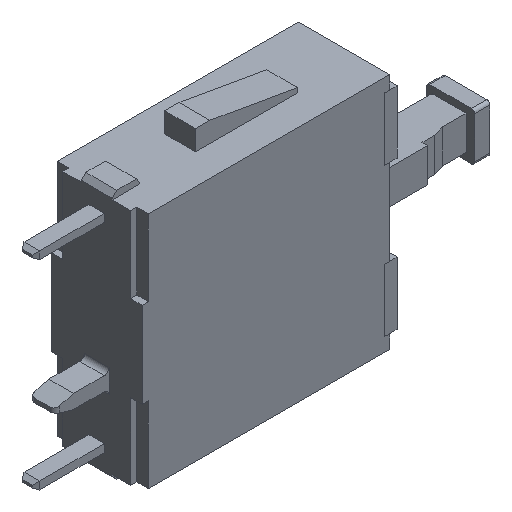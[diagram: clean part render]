
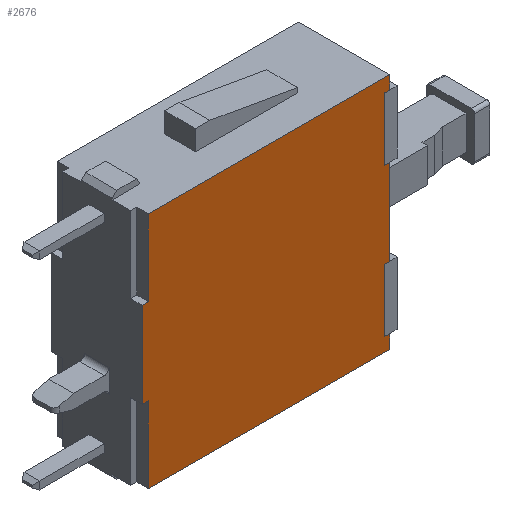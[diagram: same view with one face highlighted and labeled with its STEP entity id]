
A CAD part, isometric view. The second image highlights one B-rep face of the part: STEP entity #2676.
In plain terms, the highlighted planar face has unit normal (0, -1, 0).
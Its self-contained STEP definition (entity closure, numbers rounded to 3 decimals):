
#1288=CARTESIAN_POINT('POINT131816',(39.25,-7.375,-6.938
   ));
#1289=VERTEX_POINT('VERTEX131816',#1288);
#1296=CARTESIAN_POINT('POINT131817',(39.25,-7.375,
   -17.063));
#1297=VERTEX_POINT('VERTEX131817',#1296);
#1298=CARTESIAN_POINT('POS231662',(39.25,-7.375,-6.));
#1299=DIRECTION('DIR302873',(0.,0.,1.));
#1300=VECTOR('VEC160451',#1299,25.4);
#1301=LINE('STRAIGHT160451',#1298,#1300);
#1302=EDGE_CURVE('EDGE197900',#1297,#1289,#1301,.T.);
#1320=CARTESIAN_POINT('POINT131818',(40.,-7.375,-17.063)
   );
#1321=VERTEX_POINT('VERTEX131818',#1320);
#1322=CARTESIAN_POINT('POS231665',(29.813,-7.375,
   -17.063));
#1323=DIRECTION('DIR302877',(-1.,0.,0.))
   ;
#1324=VECTOR('VEC160453',#1323,25.4);
#1325=LINE('STRAIGHT160453',#1322,#1324);
#1326=EDGE_CURVE('EDGE197902',#1321,#1297,#1325,.T.);
#1343=CARTESIAN_POINT('POINT131819',(40.,-7.375,17.063))
   ;
#1344=VERTEX_POINT('VERTEX131819',#1343);
#1351=CARTESIAN_POINT('POINT131820',(39.25,-7.375,17.063
   ));
#1352=VERTEX_POINT('VERTEX131820',#1351);
#1353=CARTESIAN_POINT('POS231669',(29.813,-7.375,17.063
   ));
#1354=DIRECTION('DIR302882',(1.,0.,0.));
#1355=VECTOR('VEC160456',#1354,25.4);
#1356=LINE('STRAIGHT160456',#1353,#1355);
#1357=EDGE_CURVE('EDGE197905',#1352,#1344,#1356,.T.);
#1375=CARTESIAN_POINT('POINT131821',(39.25,-7.375,6.938)
   );
#1376=VERTEX_POINT('VERTEX131821',#1375);
#1377=CARTESIAN_POINT('POS231672',(39.25,-7.375,6.));
#1378=DIRECTION('DIR302886',(0.,0.,1.));
#1379=VECTOR('VEC160458',#1378,25.4);
#1380=LINE('STRAIGHT160458',#1377,#1379);
#1381=EDGE_CURVE('EDGE197907',#1376,#1352,#1380,.T.);
#1399=CARTESIAN_POINT('POINT131822',(40.,-7.375,6.938));
#1400=VERTEX_POINT('VERTEX131822',#1399);
#1401=CARTESIAN_POINT('POS231675',(29.813,-7.375,6.938)
   );
#1402=DIRECTION('DIR302890',(-1.,0.,0.))
   ;
#1403=VECTOR('VEC160460',#1402,25.4);
#1404=LINE('STRAIGHT160460',#1401,#1403);
#1405=EDGE_CURVE('EDGE197909',#1400,#1376,#1404,.T.);
#1422=CARTESIAN_POINT('POINT131823',(40.,-7.375,-6.938))
   ;
#1423=VERTEX_POINT('VERTEX131823',#1422);
#1430=CARTESIAN_POINT('POS231679',(29.813,-7.375,-6.938
   ));
#1431=DIRECTION('DIR302895',(1.,0.,0.));
#1432=VECTOR('VEC160463',#1431,25.4);
#1433=LINE('STRAIGHT160463',#1430,#1432);
#1434=EDGE_CURVE('EDGE197912',#1289,#1423,#1433,.T.);
#1495=CARTESIAN_POINT('POINT131830',(1.,-7.375,
   -19.25));
#1496=VERTEX_POINT('VERTEX131830',#1495);
#1503=CARTESIAN_POINT('POINT131831',(1.,-7.375,
   -6.938));
#1504=VERTEX_POINT('VERTEX131831',#1503);
#1505=CARTESIAN_POINT('POS231688',(1.,-7.375,
   0.));
#1506=DIRECTION('DIR302906',(0.,0.,1.));
#1507=VECTOR('VEC160470',#1506,25.4);
#1508=LINE('STRAIGHT160470',#1505,#1507);
#1509=EDGE_CURVE('EDGE197919',#1496,#1504,#1508,.T.);
#1700=CARTESIAN_POINT('POS231711',(40.,-7.375,
   0.));
#1701=DIRECTION('DIR302936',(0.,0.,-1.));
#1702=VECTOR('VEC160486',#1701,25.4);
#1703=LINE('STRAIGHT160486',#1700,#1702);
#1704=EDGE_CURVE('EDGE197937',#1400,#1423,#1703,.T.);
#1902=CARTESIAN_POINT('POINT131853',(40.,-7.375,-19.25));
#1903=VERTEX_POINT('VERTEX131853',#1902);
#1904=EDGE_CURVE('EDGE197957',#1321,#1903,#1703,.T.);
#2085=CARTESIAN_POINT('POINT131865',(40.,-7.375,19.25));
#2086=VERTEX_POINT('VERTEX131865',#2085);
#2093=EDGE_CURVE('EDGE197977',#2086,#1344,#1703,.T.);
#2108=CARTESIAN_POINT('POINT131868',(1.,-7.375,
   6.938));
#2109=VERTEX_POINT('VERTEX131868',#2108);
#2112=CARTESIAN_POINT('POINT131869',(1.,-7.375,
   19.25));
#2113=VERTEX_POINT('VERTEX131869',#2112);
#2114=EDGE_CURVE('EDGE197980',#2109,#2113,#1508,.T.);
#2608=CARTESIAN_POINT('POINT131900',(0.,-7.375,
   6.938));
#2609=VERTEX_POINT('VERTEX131900',#2608);
#2616=CARTESIAN_POINT('POS231812',(20.,-7.375,6.938));
#2617=DIRECTION('DIR303067',(-1.,0.,0.))
   ;
#2618=VECTOR('VEC160557',#2617,25.4);
#2619=LINE('STRAIGHT160557',#2616,#2618);
#2620=EDGE_CURVE('EDGE198030',#2109,#2609,#2619,.T.);
#2631=ORIENTED_EDGE('COEDGE395978',*,*,#1434,.T.);
#2632=ORIENTED_EDGE('COEDGE395979',*,*,#1704,.F.);
#2633=ORIENTED_EDGE('COEDGE395980',*,*,#1405,.T.);
#2634=ORIENTED_EDGE('COEDGE395981',*,*,#1381,.T.);
#2635=ORIENTED_EDGE('COEDGE395982',*,*,#1357,.T.);
#2636=ORIENTED_EDGE('COEDGE395983',*,*,#2093,.F.);
#2637=CARTESIAN_POINT('POS231814',(20.5,-7.375,19.25));
#2638=DIRECTION('DIR303070',(-1.,0.,0.))
   ;
#2639=VECTOR('VEC160558',#2638,25.4);
#2640=LINE('STRAIGHT160558',#2637,#2639);
#2641=EDGE_CURVE('EDGE198031',#2086,#2113,#2640,.T.);
#2642=ORIENTED_EDGE('COEDGE395984',*,*,#2641,.T.);
#2643=ORIENTED_EDGE('COEDGE395985',*,*,#2114,.F.);
#2644=ORIENTED_EDGE('COEDGE395986',*,*,#2620,.T.);
#2645=CARTESIAN_POINT('POINT131901',(0.,-7.375,
   -6.938));
#2646=VERTEX_POINT('VERTEX131901',#2645);
#2647=CARTESIAN_POINT('POS231815',(0.,-7.375,0.));
#2648=DIRECTION('DIR303071',(0.,0.,1.));
#2649=VECTOR('VEC160559',#2648,25.4);
#2650=LINE('STRAIGHT160559',#2647,#2649);
#2651=EDGE_CURVE('EDGE198032',#2646,#2609,#2650,.T.);
#2652=ORIENTED_EDGE('COEDGE395987',*,*,#2651,.F.);
#2653=CARTESIAN_POINT('POS231816',(20.,-7.375,-6.938));
#2654=DIRECTION('DIR303072',(-1.,0.,0.))
   ;
#2655=VECTOR('VEC160560',#2654,25.4);
#2656=LINE('STRAIGHT160560',#2653,#2655);
#2657=EDGE_CURVE('EDGE198033',#1504,#2646,#2656,.T.);
#2658=ORIENTED_EDGE('COEDGE395988',*,*,#2657,.F.);
#2659=ORIENTED_EDGE('COEDGE395989',*,*,#1509,.F.);
#2660=CARTESIAN_POINT('POS231817',(20.5,-7.375,-19.25));
#2661=DIRECTION('DIR303073',(-1.,0.,0.))
   ;
#2662=VECTOR('VEC160561',#2661,25.4);
#2663=LINE('STRAIGHT160561',#2660,#2662);
#2664=EDGE_CURVE('EDGE198034',#1903,#1496,#2663,.T.);
#2665=ORIENTED_EDGE('COEDGE395990',*,*,#2664,.F.);
#2666=ORIENTED_EDGE('COEDGE395991',*,*,#1904,.F.);
#2667=ORIENTED_EDGE('COEDGE395992',*,*,#1326,.T.);
#2668=ORIENTED_EDGE('COEDGE395993',*,*,#1302,.T.);
#2669=EDGE_LOOP('NONE',(#2631,#2632,#2633,#2634,#2635,#2636,#2642,#2643,
   #2644,#2652,#2658,#2659,#2665,#2666,#2667,#2668));
#2670=FACE_BOUND('LOOP1',#2669,.T.);
#2671=CARTESIAN_POINT('POS231818',(20.,-7.375,
   0.));
#2672=DIRECTION('DIR303074',(0.,1.,0.));
#2673=DIRECTION('DIR303075',(1.,0.,0.));
#2674=AXIS2_PLACEMENT_3D('AXIS71257',#2671,#2672,#2673);
#2675=PLANE('PLANE51079',#2674);
#2676=ADVANCED_FACE('FACE70973',(#2670),#2675,.F.);
